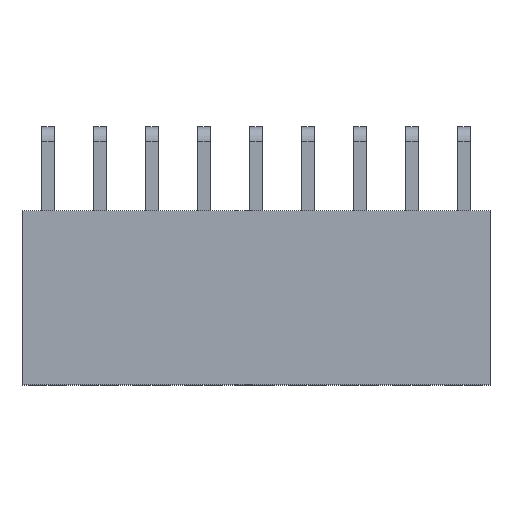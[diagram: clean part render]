
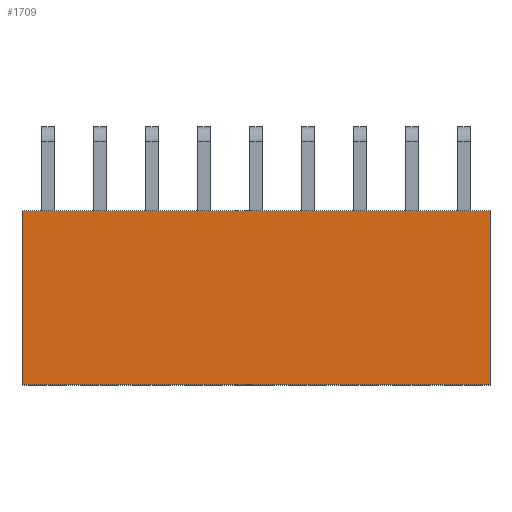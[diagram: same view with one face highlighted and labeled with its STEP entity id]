
A CAD part, top view. The second image highlights one B-rep face of the part: STEP entity #1709.
In plain terms, the highlighted planar face has unit normal (0, 0, 1).
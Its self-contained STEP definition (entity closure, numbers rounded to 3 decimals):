
#1709=ADVANCED_FACE('',(#10899),#10901,.T.);
#10899=FACE_BOUND('',#10900,.T.);
#10900=EDGE_LOOP('',(#18293,#18294,#18295,#18296));
#10901=PLANE('',#10902);
#10902=AXIS2_PLACEMENT_3D('',#10903,#10904,#10905);
#10903=CARTESIAN_POINT('',(1.27,-1.36,5.08));
#10904=DIRECTION('',(0.,0.,1.));
#10905=DIRECTION('',(-1.,0.,0.));
#18293=ORIENTED_EDGE('',*,*,#23301,.T.);
#18294=ORIENTED_EDGE('',*,*,#23651,.F.);
#18295=ORIENTED_EDGE('',*,*,#23308,.F.);
#18296=ORIENTED_EDGE('',*,*,#23724,.T.);
#23301=EDGE_CURVE('',#26581,#26579,#26582,.T.);
#23308=EDGE_CURVE('',#26591,#26593,#26594,.T.);
#23651=EDGE_CURVE('',#26593,#26579,#27203,.T.);
#23724=EDGE_CURVE('',#26591,#26581,#27348,.T.);
#26579=VERTEX_POINT('',#32369);
#26581=VERTEX_POINT('',#32373);
#26582=LINE('',#32374,#32375);
#26591=VERTEX_POINT('',#32395);
#26593=VERTEX_POINT('',#32399);
#26594=LINE('',#32400,#32401);
#27203=LINE('',#33735,#33736);
#27348=LINE('',#34026,#34027);
#32369=CARTESIAN_POINT('',(-1.27,-9.86,5.08));
#32373=CARTESIAN_POINT('',(-1.27,-1.36,5.08));
#32374=CARTESIAN_POINT('',(-1.27,-1.36,5.08));
#32375=VECTOR('',#32376,1.);
#32376=DIRECTION('',(0.,-1.,0.));
#32395=CARTESIAN_POINT('',(21.59,-1.36,5.08));
#32399=CARTESIAN_POINT('',(21.59,-9.86,5.08));
#32400=CARTESIAN_POINT('',(21.59,-1.36,5.08));
#32401=VECTOR('',#32402,1.);
#32402=DIRECTION('',(0.,-1.,0.));
#33735=CARTESIAN_POINT('',(21.59,-9.86,5.08));
#33736=VECTOR('',#33737,1.);
#33737=DIRECTION('',(-1.,0.,0.));
#34026=CARTESIAN_POINT('',(21.59,-1.36,5.08));
#34027=VECTOR('',#34028,1.);
#34028=DIRECTION('',(-1.,0.,0.));
